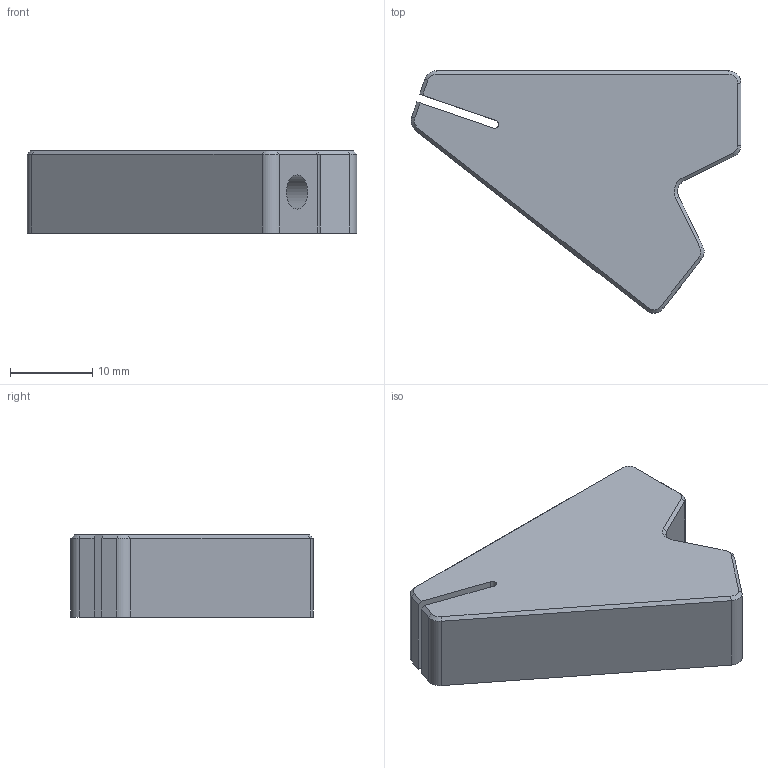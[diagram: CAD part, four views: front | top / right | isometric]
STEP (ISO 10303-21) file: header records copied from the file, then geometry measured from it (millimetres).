
FILE_DESCRIPTION(/* description */ (''),/* implementation_level */ '2;1');
FILE_NAME(/* name */ 'giunto-2.step',/* time_stamp */ '2020-10-02T21:51:01+02:00',/* author */ (''),/* organization */ (''),/* preprocessor_version */ 'ST-DEVELOPER v18.1',/* originating_system */ 'Autodesk Translation Framework v9.3.0.1241',/* authorisation */ '');
FILE_SCHEMA (('AUTOMOTIVE_DESIGN { 1 0 10303 214 3 1 1 }'));
Length unit declared in the file: millimetre
Products named in the file (2): giunto-2; Componente1
Assembly tree (1 placements, depth 2):
  giunto-2
    Componente1
Bounding box: 40.14 x 29.49 x 10 mm (x, y, z)
Volume: 6562.8 mm3; surface area: 3392.9 mm2
Topology: 1 solids, 1 shells, 40 faces, 94 edges, 58 vertices
Faces by surface type: plane 22, cylinder 11, cone 7
Full cylindrical faces by diameter (mm): 4.2 x2
Entity records: 1188 total; most frequent: DIRECTION 209, CARTESIAN_POINT 195, ORIENTED_EDGE 188, EDGE_CURVE 94, AXIS2_PLACEMENT_3D 72, LINE 65, VECTOR 65, VERTEX_POINT 58
